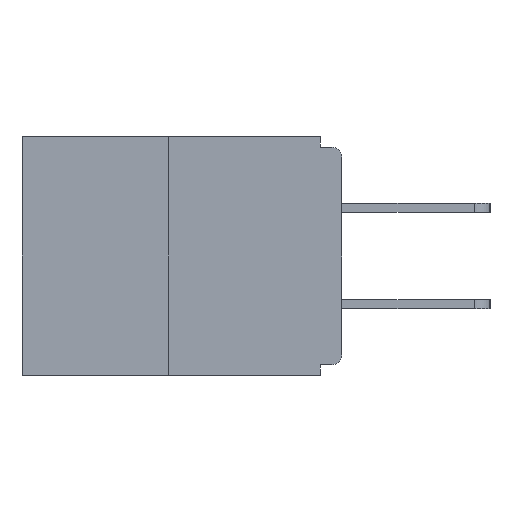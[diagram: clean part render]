
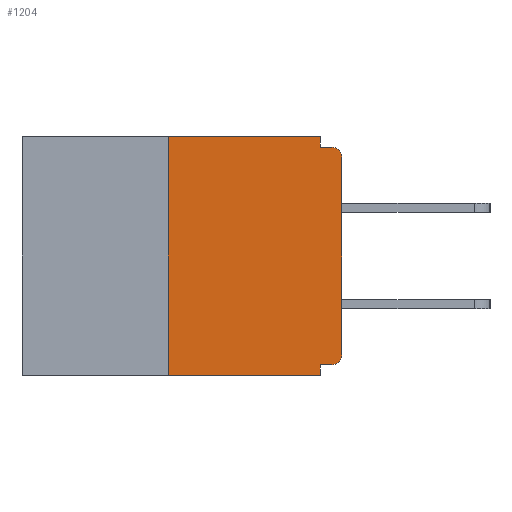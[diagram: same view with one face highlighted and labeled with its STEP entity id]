
A CAD part, left-side view. The second image highlights one B-rep face of the part: STEP entity #1204.
In plain terms, the highlighted planar face has unit normal (-1, 0, 0).
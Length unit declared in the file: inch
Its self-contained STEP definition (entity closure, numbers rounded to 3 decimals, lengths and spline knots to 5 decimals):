
#101 = CARTESIAN_POINT ( 'NONE',  ( 0., 0., -0.328 ) ) ;
#136 = ORIENTED_EDGE ( 'NONE', *, *, #5353, .T. ) ;
#305 = VECTOR ( 'NONE', #6319, 39.37008 ) ;
#955 = LINE ( 'NONE', #2288, #9338 ) ;
#1027 = ORIENTED_EDGE ( 'NONE', *, *, #3396, .T. ) ;
#1048 = VERTEX_POINT ( 'NONE', #10998 ) ;
#1190 = VERTEX_POINT ( 'NONE', #6550 ) ;
#1204 = ADVANCED_FACE ( 'NONE', ( #1629 ), #11525, .F. ) ;
#1278 = LINE ( 'NONE', #6218, #3974 ) ;
#1392 = ORIENTED_EDGE ( 'NONE', *, *, #9260, .F. ) ;
#1505 = VECTOR ( 'NONE', #7491, 39.37008 ) ;
#1553 = AXIS2_PLACEMENT_3D ( 'NONE', #11928, #9662, #6186 ) ;
#1609 = CARTESIAN_POINT ( 'NONE',  ( 0., 0.031, -0.343 ) ) ;
#1629 = FACE_OUTER_BOUND ( 'NONE', #9328, .T. ) ;
#1714 = DIRECTION ( 'NONE',  ( 0., 0., 1. ) ) ;
#1944 = CARTESIAN_POINT ( 'NONE',  ( 0., 0., -0.015 ) ) ;
#1951 = CARTESIAN_POINT ( 'NONE',  ( 0., 0.031, 0. ) ) ;
#2061 = DIRECTION ( 'NONE',  ( 0., -1., 0. ) ) ;
#2288 = CARTESIAN_POINT ( 'NONE',  ( 0., 0., 0. ) ) ;
#2410 = DIRECTION ( 'NONE',  ( 1., 0., 0. ) ) ;
#2587 = CARTESIAN_POINT ( 'NONE',  ( 0., 0., -0.313 ) ) ;
#2619 = CARTESIAN_POINT ( 'NONE',  ( 0., 0.25, 0. ) ) ;
#2782 = VERTEX_POINT ( 'NONE', #10014 ) ;
#3301 = DIRECTION ( 'NONE',  ( 0., 0., -1. ) ) ;
#3311 = VECTOR ( 'NONE', #10336, 39.37008 ) ;
#3328 = CIRCLE ( 'NONE', #12054, 0.015 ) ;
#3393 = CARTESIAN_POINT ( 'NONE',  ( 0., 0.015, -0.03 ) ) ;
#3396 = EDGE_CURVE ( 'NONE', #2782, #7195, #3328, .T. ) ;
#3526 = VERTEX_POINT ( 'NONE', #10037 ) ;
#3961 = ORIENTED_EDGE ( 'NONE', *, *, #13161, .T. ) ;
#3974 = VECTOR ( 'NONE', #1714, 39.37008 ) ;
#4080 = LINE ( 'NONE', #10185, #4247 ) ;
#4247 = VECTOR ( 'NONE', #6673, 39.37008 ) ;
#4817 = LINE ( 'NONE', #5349, #13615 ) ;
#5057 = LINE ( 'NONE', #1951, #1505 ) ;
#5349 = CARTESIAN_POINT ( 'NONE',  ( 0., 0.46, -0.343 ) ) ;
#5353 = EDGE_CURVE ( 'NONE', #1190, #9340, #8796, .T. ) ;
#5858 = EDGE_CURVE ( 'NONE', #9637, #6675, #1278, .T. ) ;
#6069 = VECTOR ( 'NONE', #7379, 39.37008 ) ;
#6186 = DIRECTION ( 'NONE',  ( 0., 0., -1. ) ) ;
#6218 = CARTESIAN_POINT ( 'NONE',  ( 0., 0.25, 0. ) ) ;
#6319 = DIRECTION ( 'NONE',  ( 0., -1., 0. ) ) ;
#6550 = CARTESIAN_POINT ( 'NONE',  ( 0., 0.015, -0.328 ) ) ;
#6673 = DIRECTION ( 'NONE',  ( 0., -1., 0. ) ) ;
#6675 = VERTEX_POINT ( 'NONE', #2619 ) ;
#6965 = DIRECTION ( 'NONE',  ( 0., 0., 1. ) ) ;
#7195 = VERTEX_POINT ( 'NONE', #7399 ) ;
#7379 = DIRECTION ( 'NONE',  ( 0., 0., -1. ) ) ;
#7399 = CARTESIAN_POINT ( 'NONE',  ( 0., 0.015, -0.015 ) ) ;
#7491 = DIRECTION ( 'NONE',  ( 0., 0., -1. ) ) ;
#8163 = EDGE_CURVE ( 'NONE', #6675, #3526, #4080, .T. ) ;
#8233 = LINE ( 'NONE', #1609, #6069 ) ;
#8316 = EDGE_CURVE ( 'NONE', #13264, #7195, #14646, .T. ) ;
#8335 = CARTESIAN_POINT ( 'NONE',  ( 0., 0.031, -0.015 ) ) ;
#8796 = CIRCLE ( 'NONE', #1553, 0.015 ) ;
#9136 = DIRECTION ( 'NONE',  ( -1., 0., 0. ) ) ;
#9260 = EDGE_CURVE ( 'NONE', #1190, #14034, #11012, .T. ) ;
#9328 = EDGE_LOOP ( 'NONE', ( #14785, #10063, #12191, #13325, #1392, #136, #3961, #1027, #10471, #9503 ) ) ;
#9338 = VECTOR ( 'NONE', #6965, 39.37008 ) ;
#9340 = VERTEX_POINT ( 'NONE', #2587 ) ;
#9503 = ORIENTED_EDGE ( 'NONE', *, *, #10833, .F. ) ;
#9637 = VERTEX_POINT ( 'NONE', #13417 ) ;
#9662 = DIRECTION ( 'NONE',  ( -1., 0., 0. ) ) ;
#9717 = AXIS2_PLACEMENT_3D ( 'NONE', #12708, #2410, #11734 ) ;
#10014 = CARTESIAN_POINT ( 'NONE',  ( 0., 0., -0.03 ) ) ;
#10037 = CARTESIAN_POINT ( 'NONE',  ( 0., 0.031, 0. ) ) ;
#10063 = ORIENTED_EDGE ( 'NONE', *, *, #5858, .F. ) ;
#10185 = CARTESIAN_POINT ( 'NONE',  ( 0., 0.46, 0. ) ) ;
#10336 = DIRECTION ( 'NONE',  ( 0., 1., 0. ) ) ;
#10471 = ORIENTED_EDGE ( 'NONE', *, *, #8316, .F. ) ;
#10833 = EDGE_CURVE ( 'NONE', #3526, #13264, #5057, .T. ) ;
#10998 = CARTESIAN_POINT ( 'NONE',  ( 0., 0.031, -0.343 ) ) ;
#11012 = LINE ( 'NONE', #101, #3311 ) ;
#11525 = PLANE ( 'NONE',  #9717 ) ;
#11734 = DIRECTION ( 'NONE',  ( 0., 0., -1. ) ) ;
#11928 = CARTESIAN_POINT ( 'NONE',  ( 0., 0.015, -0.313 ) ) ;
#12054 = AXIS2_PLACEMENT_3D ( 'NONE', #3393, #9136, #3301 ) ;
#12191 = ORIENTED_EDGE ( 'NONE', *, *, #14689, .T. ) ;
#12497 = CARTESIAN_POINT ( 'NONE',  ( 0., 0.031, -0.328 ) ) ;
#12708 = CARTESIAN_POINT ( 'NONE',  ( 0., 0.46, 0. ) ) ;
#13161 = EDGE_CURVE ( 'NONE', #9340, #2782, #955, .T. ) ;
#13264 = VERTEX_POINT ( 'NONE', #8335 ) ;
#13325 = ORIENTED_EDGE ( 'NONE', *, *, #13883, .F. ) ;
#13417 = CARTESIAN_POINT ( 'NONE',  ( 0., 0.25, -0.343 ) ) ;
#13615 = VECTOR ( 'NONE', #2061, 39.37008 ) ;
#13883 = EDGE_CURVE ( 'NONE', #14034, #1048, #8233, .T. ) ;
#14034 = VERTEX_POINT ( 'NONE', #12497 ) ;
#14646 = LINE ( 'NONE', #1944, #305 ) ;
#14689 = EDGE_CURVE ( 'NONE', #9637, #1048, #4817, .T. ) ;
#14785 = ORIENTED_EDGE ( 'NONE', *, *, #8163, .F. ) ;
